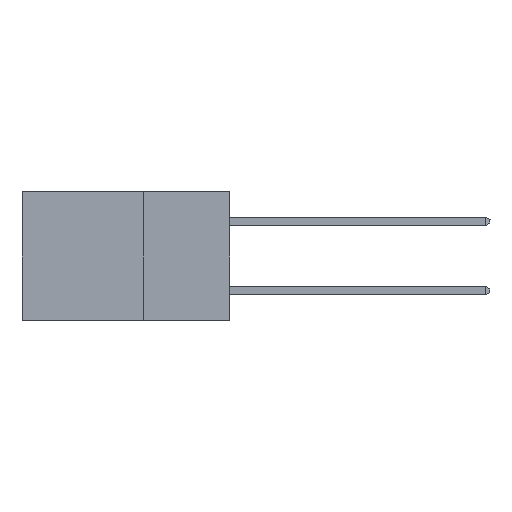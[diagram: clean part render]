
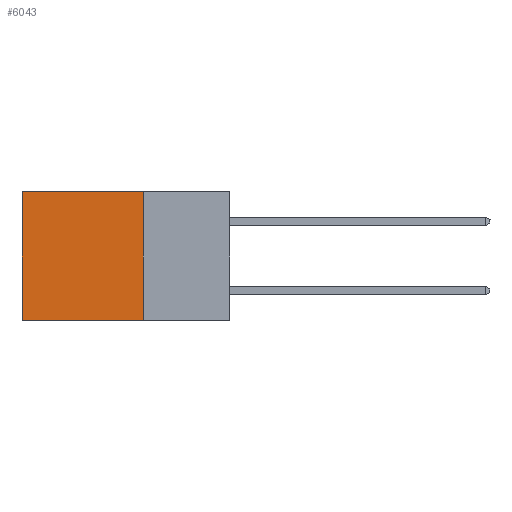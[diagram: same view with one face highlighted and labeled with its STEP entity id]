
A CAD part, left-side view. The second image highlights one B-rep face of the part: STEP entity #6043.
In plain terms, the highlighted planar face has unit normal (-1, 0, 0).
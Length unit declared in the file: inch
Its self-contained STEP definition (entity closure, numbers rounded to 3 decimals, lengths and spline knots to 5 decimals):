
#121 = LINE ( 'NONE', #10210, #17681 ) ;
#218 = PLANE ( 'NONE',  #3108 ) ;
#881 = EDGE_CURVE ( 'NONE', #21012, #8761, #121, .T. ) ;
#1533 = LINE ( 'NONE', #18607, #11759 ) ;
#1786 = DIRECTION ( 'NONE',  ( 0., 1., 0. ) ) ;
#1874 = CARTESIAN_POINT ( 'NONE',  ( 0.2615, 0.25, -0.37 ) ) ;
#2097 = DIRECTION ( 'NONE',  ( 0., 0., -1. ) ) ;
#2230 = CARTESIAN_POINT ( 'NONE',  ( 0.2615, 0.25, -0.37 ) ) ;
#2315 = EDGE_CURVE ( 'NONE', #3700, #5757, #19358, .T. ) ;
#2768 = VECTOR ( 'NONE', #16000, 39.37008 ) ;
#3108 = AXIS2_PLACEMENT_3D ( 'NONE', #1874, #15132, #2097 ) ;
#3700 = VERTEX_POINT ( 'NONE', #10852 ) ;
#4783 = EDGE_CURVE ( 'NONE', #21012, #3700, #10106, .T. ) ;
#5133 = DIRECTION ( 'NONE',  ( 0., 1., 0. ) ) ;
#5757 = VERTEX_POINT ( 'NONE', #7065 ) ;
#6043 = ADVANCED_FACE ( 'NONE', ( #6689 ), #218, .F. ) ;
#6689 = FACE_OUTER_BOUND ( 'NONE', #13089, .T. ) ;
#7065 = CARTESIAN_POINT ( 'NONE',  ( 0.2615, 0.6, -0.37 ) ) ;
#7070 = ORIENTED_EDGE ( 'NONE', *, *, #881, .F. ) ;
#8761 = VERTEX_POINT ( 'NONE', #2230 ) ;
#10106 = LINE ( 'NONE', #16789, #10511 ) ;
#10210 = CARTESIAN_POINT ( 'NONE',  ( 0.2615, 0.25, -0.37 ) ) ;
#10511 = VECTOR ( 'NONE', #1786, 39.37008 ) ;
#10852 = CARTESIAN_POINT ( 'NONE',  ( 0.2615, 0.6, 0. ) ) ;
#11749 = DIRECTION ( 'NONE',  ( 0., 0., -1. ) ) ;
#11759 = VECTOR ( 'NONE', #5133, 39.37008 ) ;
#13089 = EDGE_LOOP ( 'NONE', ( #20183, #15267, #7070, #13579 ) ) ;
#13579 = ORIENTED_EDGE ( 'NONE', *, *, #4783, .T. ) ;
#14976 = CARTESIAN_POINT ( 'NONE',  ( 0.2615, 0.25, 0. ) ) ;
#15132 = DIRECTION ( 'NONE',  ( 1., 0., 0. ) ) ;
#15267 = ORIENTED_EDGE ( 'NONE', *, *, #17489, .F. ) ;
#16000 = DIRECTION ( 'NONE',  ( 0., 0., -1. ) ) ;
#16789 = CARTESIAN_POINT ( 'NONE',  ( 0.2615, 0.25, 0. ) ) ;
#17489 = EDGE_CURVE ( 'NONE', #8761, #5757, #1533, .T. ) ;
#17635 = CARTESIAN_POINT ( 'NONE',  ( 0.2615, 0.6, -0.37 ) ) ;
#17681 = VECTOR ( 'NONE', #11749, 39.37008 ) ;
#18607 = CARTESIAN_POINT ( 'NONE',  ( 0.2615, 0.25, -0.37 ) ) ;
#19358 = LINE ( 'NONE', #17635, #2768 ) ;
#20183 = ORIENTED_EDGE ( 'NONE', *, *, #2315, .T. ) ;
#21012 = VERTEX_POINT ( 'NONE', #14976 ) ;
